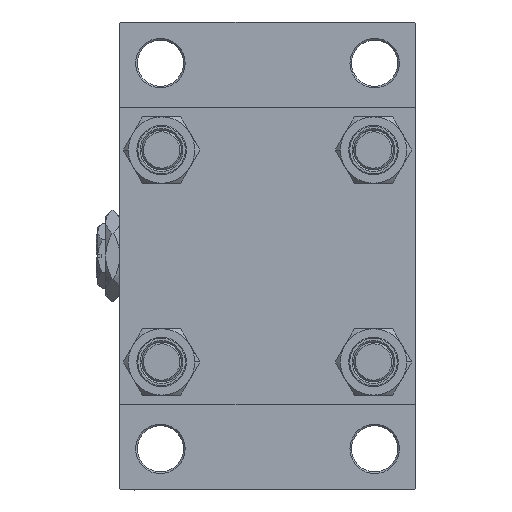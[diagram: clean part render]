
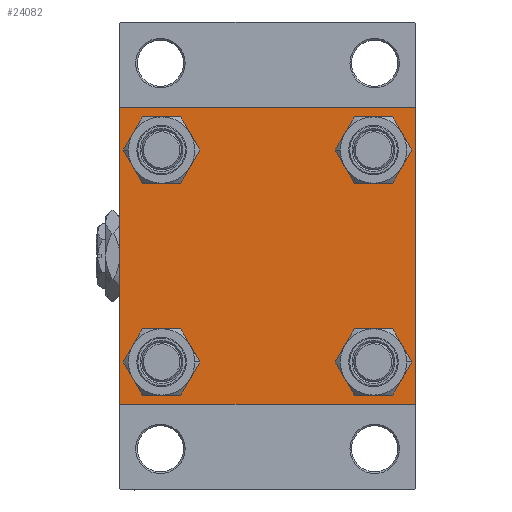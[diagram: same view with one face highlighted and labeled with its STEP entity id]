
A CAD part, left-side view. The second image highlights one B-rep face of the part: STEP entity #24082.
In plain terms, the highlighted planar face has unit normal (-1, 0, 0).
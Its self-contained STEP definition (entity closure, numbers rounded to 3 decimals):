
#168 = CARTESIAN_POINT ( 'NONE',  ( 0., 44.75, -44.75 ) ) ;
#920 = EDGE_CURVE ( 'NONE', #2759, #42371, #7472, .T. ) ;
#1246 = DIRECTION ( 'NONE',  ( 0., 0., 1. ) ) ;
#1692 = ORIENTED_EDGE ( 'NONE', *, *, #22793, .T. ) ;
#1987 = CARTESIAN_POINT ( 'NONE',  ( 0., 32.15, -32.15 ) ) ;
#2063 = LINE ( 'NONE', #32208, #39018 ) ;
#2650 = CARTESIAN_POINT ( 'NONE',  ( 0., -32.15, 25.65 ) ) ;
#2759 = VERTEX_POINT ( 'NONE', #45277 ) ;
#3349 = CARTESIAN_POINT ( 'NONE',  ( 0., -45., 45. ) ) ;
#3527 = CARTESIAN_POINT ( 'NONE',  ( 0., -32.15, 32.15 ) ) ;
#4745 = DIRECTION ( 'NONE',  ( 0., 0., 1. ) ) ;
#5037 = CARTESIAN_POINT ( 'NONE',  ( 0., -44.5, 45. ) ) ;
#5682 = LINE ( 'NONE', #13408, #39482 ) ;
#5859 = VERTEX_POINT ( 'NONE', #25454 ) ;
#6041 = EDGE_CURVE ( 'NONE', #6183, #5859, #14646, .T. ) ;
#6183 = VERTEX_POINT ( 'NONE', #45327 ) ;
#6348 = CARTESIAN_POINT ( 'NONE',  ( 0., -32.15, -32.15 ) ) ;
#6718 = AXIS2_PLACEMENT_3D ( 'NONE', #3527, #17996, #37424 ) ;
#7086 = EDGE_CURVE ( 'NONE', #20822, #16641, #28221, .T. ) ;
#7101 = CIRCLE ( 'NONE', #44498, 6.5 ) ;
#7176 = ORIENTED_EDGE ( 'NONE', *, *, #9566, .F. ) ;
#7241 = CARTESIAN_POINT ( 'NONE',  ( 0., -44.5, -45. ) ) ;
#7256 = CARTESIAN_POINT ( 'NONE',  ( 0., -45., 44.5 ) ) ;
#7302 = CARTESIAN_POINT ( 'NONE',  ( 0., 32.15, 32.15 ) ) ;
#7472 = CIRCLE ( 'NONE', #43266, 6.5 ) ;
#7974 = CARTESIAN_POINT ( 'NONE',  ( 0., 45., 44.5 ) ) ;
#8425 = VECTOR ( 'NONE', #22067, 1000. ) ;
#8492 = AXIS2_PLACEMENT_3D ( 'NONE', #29402, #14447, #44848 ) ;
#8623 = VERTEX_POINT ( 'NONE', #5037 ) ;
#8633 = CARTESIAN_POINT ( 'NONE',  ( 0., 45., 45. ) ) ;
#9200 = DIRECTION ( 'NONE',  ( 1., 0., 0. ) ) ;
#9566 = EDGE_CURVE ( 'NONE', #26067, #8623, #30520, .T. ) ;
#9957 = EDGE_CURVE ( 'NONE', #16641, #20822, #27524, .T. ) ;
#10388 = DIRECTION ( 'NONE',  ( 0., -1., 0. ) ) ;
#10465 = CARTESIAN_POINT ( 'NONE',  ( 0., -44.75, -44.75 ) ) ;
#11017 = AXIS2_PLACEMENT_3D ( 'NONE', #7302, #49179, #46169 ) ;
#11352 = EDGE_CURVE ( 'NONE', #38272, #42017, #5682, .T. ) ;
#11401 = ORIENTED_EDGE ( 'NONE', *, *, #34103, .T. ) ;
#11482 = CARTESIAN_POINT ( 'NONE',  ( 0., -45., -44.5 ) ) ;
#12012 = CARTESIAN_POINT ( 'NONE',  ( 0., 32.15, 38.65 ) ) ;
#12067 = EDGE_CURVE ( 'NONE', #22778, #26545, #43512, .T. ) ;
#12622 = DIRECTION ( 'NONE',  ( 0., -0.707, -0.707 ) ) ;
#13408 = CARTESIAN_POINT ( 'NONE',  ( 0., 45., -45. ) ) ;
#13488 = LINE ( 'NONE', #10465, #39528 ) ;
#13677 = EDGE_LOOP ( 'NONE', ( #27967, #18360 ) ) ;
#14447 = DIRECTION ( 'NONE',  ( 1., 0., 0. ) ) ;
#14646 = CIRCLE ( 'NONE', #41689, 6.5 ) ;
#15235 = ORIENTED_EDGE ( 'NONE', *, *, #43379, .T. ) ;
#15550 = DIRECTION ( 'NONE',  ( 0., 0., -1. ) ) ;
#15966 = EDGE_LOOP ( 'NONE', ( #15235, #26720 ) ) ;
#15997 = VECTOR ( 'NONE', #24325, 1000. ) ;
#16169 = FACE_BOUND ( 'NONE', #13677, .T. ) ;
#16535 = DIRECTION ( 'NONE',  ( 0., 0.707, -0.707 ) ) ;
#16641 = VERTEX_POINT ( 'NONE', #22701 ) ;
#16841 = EDGE_LOOP ( 'NONE', ( #43282, #28766 ) ) ;
#16852 = DIRECTION ( 'NONE',  ( 0., 0., 1. ) ) ;
#17162 = CARTESIAN_POINT ( 'NONE',  ( 0., 44.5, 45. ) ) ;
#17532 = VECTOR ( 'NONE', #29694, 1000. ) ;
#17548 = ORIENTED_EDGE ( 'NONE', *, *, #12067, .T. ) ;
#17996 = DIRECTION ( 'NONE',  ( 1., 0., 0. ) ) ;
#18360 = ORIENTED_EDGE ( 'NONE', *, *, #7086, .T. ) ;
#19294 = LINE ( 'NONE', #3349, #19956 ) ;
#19956 = VECTOR ( 'NONE', #15550, 1000. ) ;
#20822 = VERTEX_POINT ( 'NONE', #2650 ) ;
#21119 = CARTESIAN_POINT ( 'NONE',  ( 0., 32.15, -32.15 ) ) ;
#21631 = PLANE ( 'NONE',  #38263 ) ;
#22067 = DIRECTION ( 'NONE',  ( 0., -1., 0. ) ) ;
#22607 = EDGE_CURVE ( 'NONE', #26067, #39933, #2063, .T. ) ;
#22701 = CARTESIAN_POINT ( 'NONE',  ( 0., -32.15, 38.65 ) ) ;
#22778 = VERTEX_POINT ( 'NONE', #48410 ) ;
#22793 = EDGE_CURVE ( 'NONE', #44747, #8623, #44415, .T. ) ;
#23193 = EDGE_CURVE ( 'NONE', #26851, #38272, #34293, .T. ) ;
#23454 = DIRECTION ( 'NONE',  ( 1., 0., 0. ) ) ;
#23647 = EDGE_LOOP ( 'NONE', ( #40001, #17548 ) ) ;
#24082 = ADVANCED_FACE ( 'NONE', ( #16169, #31358, #27629, #42834, #32597 ), #21631, .T. ) ;
#24325 = DIRECTION ( 'NONE',  ( 0., 0., -1. ) ) ;
#24407 = EDGE_CURVE ( 'NONE', #44747, #32317, #19294, .T. ) ;
#24697 = DIRECTION ( 'NONE',  ( 0., -0.707, 0.707 ) ) ;
#25137 = EDGE_CURVE ( 'NONE', #39933, #26851, #42770, .T. ) ;
#25454 = CARTESIAN_POINT ( 'NONE',  ( 0., 32.15, -25.65 ) ) ;
#25523 = AXIS2_PLACEMENT_3D ( 'NONE', #6348, #43751, #16852 ) ;
#26067 = VERTEX_POINT ( 'NONE', #17162 ) ;
#26226 = DIRECTION ( 'NONE',  ( 0., 0., 1. ) ) ;
#26545 = VERTEX_POINT ( 'NONE', #12012 ) ;
#26720 = ORIENTED_EDGE ( 'NONE', *, *, #6041, .T. ) ;
#26851 = VERTEX_POINT ( 'NONE', #32416 ) ;
#27298 = ORIENTED_EDGE ( 'NONE', *, *, #23193, .T. ) ;
#27524 = CIRCLE ( 'NONE', #32285, 6.5 ) ;
#27629 = FACE_BOUND ( 'NONE', #15966, .T. ) ;
#27967 = ORIENTED_EDGE ( 'NONE', *, *, #9957, .T. ) ;
#28059 = ORIENTED_EDGE ( 'NONE', *, *, #11352, .T. ) ;
#28128 = ORIENTED_EDGE ( 'NONE', *, *, #24407, .F. ) ;
#28221 = CIRCLE ( 'NONE', #6718, 6.5 ) ;
#28577 = EDGE_LOOP ( 'NONE', ( #34617, #27298, #28059, #11401, #28128, #1692, #7176, #36569 ) ) ;
#28766 = ORIENTED_EDGE ( 'NONE', *, *, #46443, .T. ) ;
#28832 = DIRECTION ( 'NONE',  ( 0., 0., 1. ) ) ;
#29402 = CARTESIAN_POINT ( 'NONE',  ( 0., 32.15, 32.15 ) ) ;
#29606 = CARTESIAN_POINT ( 'NONE',  ( 0., -32.15, -38.65 ) ) ;
#29694 = DIRECTION ( 'NONE',  ( 0., 0.707, 0.707 ) ) ;
#30265 = VECTOR ( 'NONE', #12622, 1000. ) ;
#30520 = LINE ( 'NONE', #44745, #8425 ) ;
#31358 = FACE_BOUND ( 'NONE', #16841, .T. ) ;
#32208 = CARTESIAN_POINT ( 'NONE',  ( 0., 44.75, 44.75 ) ) ;
#32285 = AXIS2_PLACEMENT_3D ( 'NONE', #35372, #9200, #1246 ) ;
#32317 = VERTEX_POINT ( 'NONE', #11482 ) ;
#32416 = CARTESIAN_POINT ( 'NONE',  ( 0., 45., -44.5 ) ) ;
#32499 = CIRCLE ( 'NONE', #11017, 6.5 ) ;
#32597 = FACE_OUTER_BOUND ( 'NONE', #28577, .T. ) ;
#33450 = CIRCLE ( 'NONE', #25523, 6.5 ) ;
#34103 = EDGE_CURVE ( 'NONE', #42017, #32317, #13488, .T. ) ;
#34293 = LINE ( 'NONE', #168, #30265 ) ;
#34617 = ORIENTED_EDGE ( 'NONE', *, *, #25137, .T. ) ;
#35372 = CARTESIAN_POINT ( 'NONE',  ( 0., -32.15, 32.15 ) ) ;
#35384 = DIRECTION ( 'NONE',  ( 1., 0., 0. ) ) ;
#36569 = ORIENTED_EDGE ( 'NONE', *, *, #22607, .T. ) ;
#36821 = CARTESIAN_POINT ( 'NONE',  ( 0., 0., 0. ) ) ;
#37060 = DIRECTION ( 'NONE',  ( 0., 0., 1. ) ) ;
#37424 = DIRECTION ( 'NONE',  ( 0., 0., 1. ) ) ;
#38263 = AXIS2_PLACEMENT_3D ( 'NONE', #36821, #40321, #37060 ) ;
#38272 = VERTEX_POINT ( 'NONE', #47218 ) ;
#39018 = VECTOR ( 'NONE', #16535, 1000. ) ;
#39482 = VECTOR ( 'NONE', #10388, 1000. ) ;
#39528 = VECTOR ( 'NONE', #24697, 1000. ) ;
#39933 = VERTEX_POINT ( 'NONE', #7974 ) ;
#40001 = ORIENTED_EDGE ( 'NONE', *, *, #41691, .T. ) ;
#40321 = DIRECTION ( 'NONE',  ( -1., 0., 0. ) ) ;
#41689 = AXIS2_PLACEMENT_3D ( 'NONE', #1987, #35384, #4745 ) ;
#41691 = EDGE_CURVE ( 'NONE', #26545, #22778, #32499, .T. ) ;
#42017 = VERTEX_POINT ( 'NONE', #7241 ) ;
#42371 = VERTEX_POINT ( 'NONE', #29606 ) ;
#42770 = LINE ( 'NONE', #8633, #15997 ) ;
#42834 = FACE_BOUND ( 'NONE', #23647, .T. ) ;
#43266 = AXIS2_PLACEMENT_3D ( 'NONE', #45161, #23454, #26226 ) ;
#43282 = ORIENTED_EDGE ( 'NONE', *, *, #920, .T. ) ;
#43379 = EDGE_CURVE ( 'NONE', #5859, #6183, #7101, .T. ) ;
#43512 = CIRCLE ( 'NONE', #8492, 6.5 ) ;
#43751 = DIRECTION ( 'NONE',  ( 1., 0., 0. ) ) ;
#44415 = LINE ( 'NONE', #48901, #17532 ) ;
#44498 = AXIS2_PLACEMENT_3D ( 'NONE', #21119, #48260, #28832 ) ;
#44745 = CARTESIAN_POINT ( 'NONE',  ( 0., 45., 45. ) ) ;
#44747 = VERTEX_POINT ( 'NONE', #7256 ) ;
#44848 = DIRECTION ( 'NONE',  ( 0., 0., 1. ) ) ;
#45161 = CARTESIAN_POINT ( 'NONE',  ( 0., -32.15, -32.15 ) ) ;
#45277 = CARTESIAN_POINT ( 'NONE',  ( 0., -32.15, -25.65 ) ) ;
#45327 = CARTESIAN_POINT ( 'NONE',  ( 0., 32.15, -38.65 ) ) ;
#46169 = DIRECTION ( 'NONE',  ( 0., 0., 1. ) ) ;
#46443 = EDGE_CURVE ( 'NONE', #42371, #2759, #33450, .T. ) ;
#47218 = CARTESIAN_POINT ( 'NONE',  ( 0., 44.5, -45. ) ) ;
#48260 = DIRECTION ( 'NONE',  ( 1., 0., 0. ) ) ;
#48410 = CARTESIAN_POINT ( 'NONE',  ( 0., 32.15, 25.65 ) ) ;
#48901 = CARTESIAN_POINT ( 'NONE',  ( 0., -44.75, 44.75 ) ) ;
#49179 = DIRECTION ( 'NONE',  ( 1., 0., 0. ) ) ;
